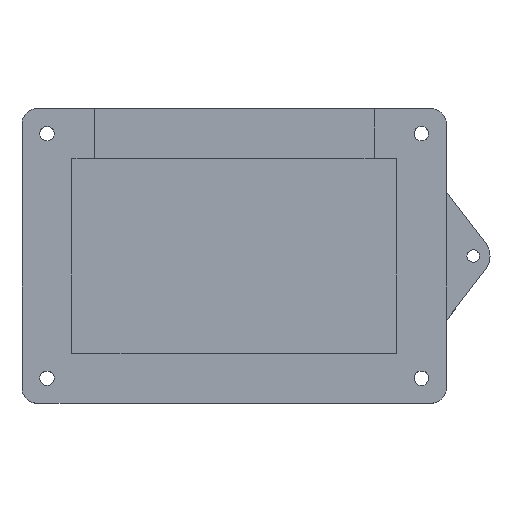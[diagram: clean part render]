
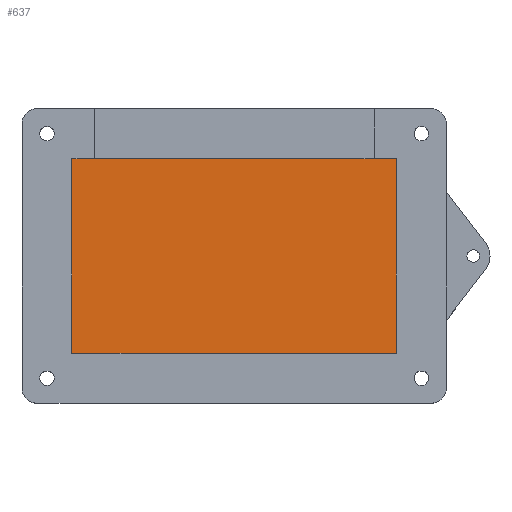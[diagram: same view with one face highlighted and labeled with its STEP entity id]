
A CAD part, top view. The second image highlights one B-rep face of the part: STEP entity #637.
In plain terms, the highlighted planar face has unit normal (0, 0, 1).
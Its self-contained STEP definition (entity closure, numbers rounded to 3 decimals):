
#83=FACE_OUTER_BOUND('',#122,.T.);
#122=EDGE_LOOP('',(#544,#545,#546,#547));
#182=LINE('',#994,#249);
#184=LINE('',#998,#251);
#187=LINE('',#1003,#254);
#188=LINE('',#1005,#255);
#249=VECTOR('',#807,10.);
#251=VECTOR('',#811,10.);
#254=VECTOR('',#816,10.);
#255=VECTOR('',#819,10.);
#311=VERTEX_POINT('',#991);
#312=VERTEX_POINT('',#993);
#313=VERTEX_POINT('',#997);
#314=VERTEX_POINT('',#1001);
#386=EDGE_CURVE('',#312,#311,#182,.T.);
#388=EDGE_CURVE('',#313,#312,#184,.T.);
#391=EDGE_CURVE('',#311,#314,#187,.T.);
#392=EDGE_CURVE('',#314,#313,#188,.T.);
#544=ORIENTED_EDGE('',*,*,#392,.T.);
#545=ORIENTED_EDGE('',*,*,#388,.T.);
#546=ORIENTED_EDGE('',*,*,#386,.T.);
#547=ORIENTED_EDGE('',*,*,#391,.T.);
#606=PLANE('',#689);
#637=ADVANCED_FACE('',(#83),#606,.T.);
#689=AXIS2_PLACEMENT_3D('',#1022,#840,#841);
#807=DIRECTION('',(-1.,0.,0.));
#811=DIRECTION('',(0.,1.,0.));
#816=DIRECTION('',(0.,-1.,0.));
#819=DIRECTION('',(1.,0.,0.));
#840=DIRECTION('center_axis',(0.,0.,1.));
#841=DIRECTION('ref_axis',(1.,0.,0.));
#991=CARTESIAN_POINT('',(-32.5,19.5,3.));
#993=CARTESIAN_POINT('',(32.5,19.5,3.));
#994=CARTESIAN_POINT('',(-32.5,19.5,3.));
#997=CARTESIAN_POINT('',(32.5,-19.5,3.));
#998=CARTESIAN_POINT('',(32.5,19.5,3.));
#1001=CARTESIAN_POINT('',(-32.5,-19.5,3.));
#1003=CARTESIAN_POINT('',(-32.5,-19.5,3.));
#1005=CARTESIAN_POINT('',(32.5,-19.5,3.));
#1022=CARTESIAN_POINT('Origin',(0.,0.,
3.));
